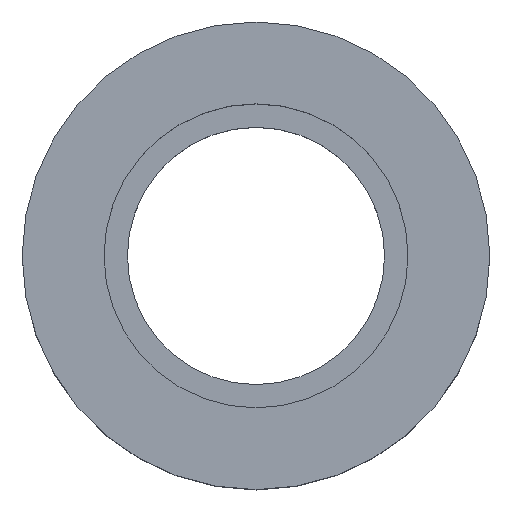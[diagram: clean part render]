
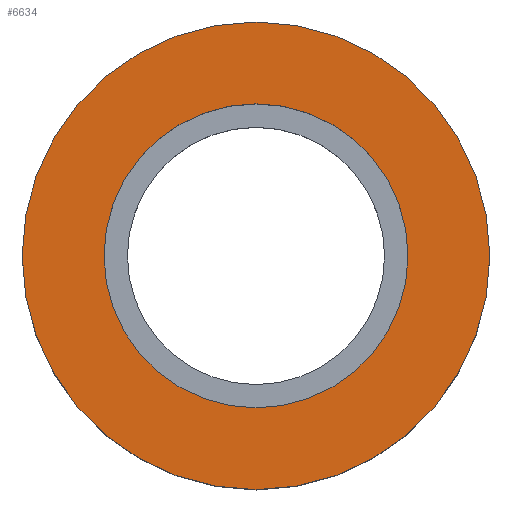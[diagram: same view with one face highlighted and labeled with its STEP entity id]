
A CAD part, top view. The second image highlights one B-rep face of the part: STEP entity #6634.
In plain terms, the highlighted planar face has unit normal (0, 0, 1).
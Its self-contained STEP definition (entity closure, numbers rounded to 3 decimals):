
#1114=FACE_BOUND('',#1500,.T.);
#1124=FACE_OUTER_BOUND('',#1499,.T.);
#1499=EDGE_LOOP('',(#4808));
#1500=EDGE_LOOP('',(#4809));
#1871=CIRCLE('',#7030,13.);
#2234=CIRCLE('',#7396,20.);
#2603=VERTEX_POINT('',#10715);
#2966=VERTEX_POINT('',#11446);
#3336=EDGE_CURVE('',#2603,#2603,#1871,.T.);
#3700=EDGE_CURVE('',#2966,#2966,#2234,.T.);
#4808=ORIENTED_EDGE('',*,*,#3700,.F.);
#4809=ORIENTED_EDGE('',*,*,#3336,.T.);
#6624=PLANE('',#7397);
#6634=ADVANCED_FACE('',(#1124,#1114),#6624,.F.);
#7030=AXIS2_PLACEMENT_3D('',#10717,#8146,#8147);
#7396=AXIS2_PLACEMENT_3D('',#11447,#8879,#8880);
#7397=AXIS2_PLACEMENT_3D('',#11449,#8882,#8883);
#8146=DIRECTION('center_axis',(0.,0.,-1.));
#8147=DIRECTION('ref_axis',(-1.,0.,0.));
#8879=DIRECTION('center_axis',(0.,0.,-1.));
#8880=DIRECTION('ref_axis',(-1.,0.,0.));
#8882=DIRECTION('center_axis',(0.,0.,-1.));
#8883=DIRECTION('ref_axis',(-1.,0.,0.));
#10715=CARTESIAN_POINT('',(13.,0.,8.));
#10717=CARTESIAN_POINT('Origin',(0.,0.,8.));
#11446=CARTESIAN_POINT('',(20.,0.,8.));
#11447=CARTESIAN_POINT('Origin',(0.,0.,8.));
#11449=CARTESIAN_POINT('Origin',(0.,0.,8.));
